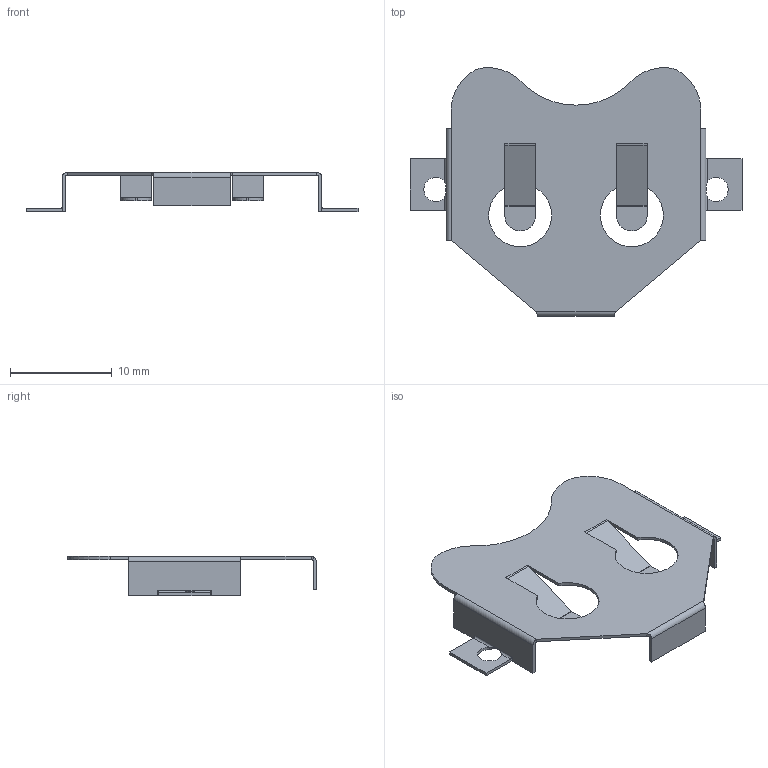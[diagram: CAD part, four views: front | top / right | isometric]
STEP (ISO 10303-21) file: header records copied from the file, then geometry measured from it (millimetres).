
FILE_DESCRIPTION(/* description */ ('Unknown'),/* implementation_level */ '2;1');
FILE_NAME(/* name */ 'A_Wurth_WA-BCMC_79573131',/* time_stamp */ '2026-01-07T14:43:10+08:00',/* author */ ('Unknown'),/* organization */ ('Unknown'),/* preprocessor_version */ 'ST-DEVELOPER v19.4',/* originating_system */ 'Solid Edge',/* authorisation */ 'Unknown');
FILE_SCHEMA (('AUTOMOTIVE_DESIGN {1 0 10303 214 3 1 1}'));
Length unit declared in the file: millimetre
Products named in the file (2): A_Wurth_WA-BCMC_79573131
Assembly tree (1 placements, depth 2):
  A_Wurth_WA-BCMC_79573131
    A_Wurth_WA-BCMC_79573131
Bounding box: 32.7 x 24.5 x 3.85 mm (x, y, z)
Volume: 178.6 mm3; surface area: 1260.1 mm2
Topology: 1 solids, 1 shells, 100 faces, 272 edges, 170 vertices
Faces by surface type: plane 63, cylinder 33, bspline 4
Entity records: 3291 total; most frequent: CARTESIAN_POINT 692, ORIENTED_EDGE 544, DIRECTION 524, EDGE_CURVE 272, LINE 196, VECTOR 196, VERTEX_POINT 170, AXIS2_PLACEMENT_3D 164
